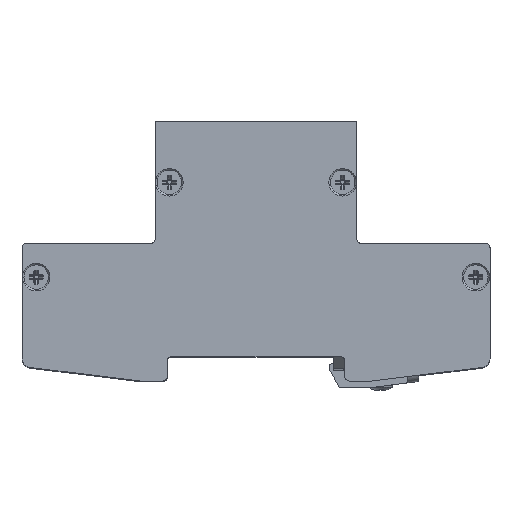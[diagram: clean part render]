
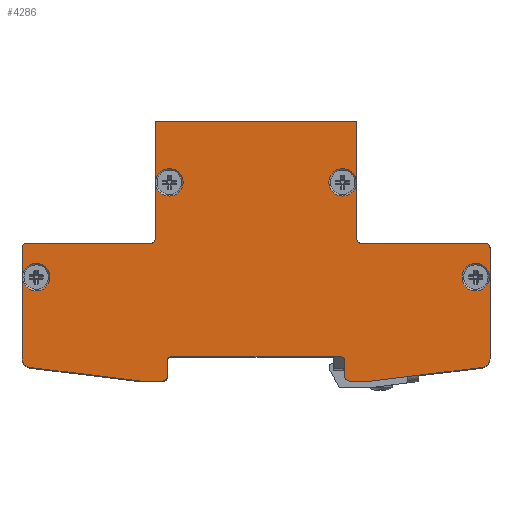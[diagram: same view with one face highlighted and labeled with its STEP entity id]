
A CAD part, top view. The second image highlights one B-rep face of the part: STEP entity #4286.
In plain terms, the highlighted planar face has unit normal (0, 0, 1).
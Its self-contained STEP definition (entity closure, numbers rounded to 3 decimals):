
#276=FACE_BOUND('',#659,.T.);
#277=FACE_BOUND('',#660,.T.);
#278=FACE_BOUND('',#661,.T.);
#279=FACE_BOUND('',#662,.T.);
#287=PLANE('',#4683);
#402=FACE_OUTER_BOUND('',#658,.T.);
#658=EDGE_LOOP('',(#2917,#2918,#2919,#2920,#2921,#2922,#2923,#2924,#2925,
#2926,#2927,#2928,#2929,#2930,#2931,#2932,#2933,#2934,#2935,#2936,#2937,
#2938,#2939,#2940,#2941,#2942));
#659=EDGE_LOOP('',(#2943));
#660=EDGE_LOOP('',(#2944));
#661=EDGE_LOOP('',(#2945));
#662=EDGE_LOOP('',(#2946));
#924=LINE('',#6552,#1266);
#927=LINE('',#6558,#1269);
#928=LINE('',#6560,#1270);
#929=LINE('',#6564,#1271);
#930=LINE('',#6568,#1272);
#931=LINE('',#6572,#1273);
#932=LINE('',#6576,#1274);
#933=LINE('',#6578,#1275);
#934=LINE('',#6582,#1276);
#935=LINE('',#6586,#1277);
#936=LINE('',#6590,#1278);
#937=LINE('',#6594,#1279);
#938=LINE('',#6598,#1280);
#939=LINE('',#6602,#1281);
#1266=VECTOR('',#5220,24.952);
#1269=VECTOR('',#5225,25.131);
#1270=VECTOR('',#5226,5.);
#1271=VECTOR('',#5229,3.5);
#1272=VECTOR('',#5232,38.);
#1273=VECTOR('',#5235,3.5);
#1274=VECTOR('',#5238,5.);
#1275=VECTOR('',#5239,25.131);
#1276=VECTOR('',#5242,24.952);
#1277=VECTOR('',#5245,28.);
#1278=VECTOR('',#5248,26.);
#1279=VECTOR('',#5251,44.4);
#1280=VECTOR('',#5254,26.);
#1281=VECTOR('',#5257,28.);
#1600=CIRCLE('',#4663,3.1);
#1603=CIRCLE('',#4668,3.1);
#1606=CIRCLE('',#4673,3.1);
#1609=CIRCLE('',#4678,3.1);
#1610=CIRCLE('',#4680,2.);
#1612=CIRCLE('',#4684,1.);
#1613=CIRCLE('',#4685,1.);
#1614=CIRCLE('',#4686,1.);
#1615=CIRCLE('',#4687,1.);
#1616=CIRCLE('',#4688,2.);
#1617=CIRCLE('',#4689,1.);
#1618=CIRCLE('',#4690,1.);
#1619=CIRCLE('',#4691,0.5);
#1620=CIRCLE('',#4692,0.5);
#1621=CIRCLE('',#4693,1.);
#1622=CIRCLE('',#4694,1.);
#1819=VERTEX_POINT('',#6508);
#1822=VERTEX_POINT('',#6518);
#1825=VERTEX_POINT('',#6528);
#1828=VERTEX_POINT('',#6538);
#1829=VERTEX_POINT('',#6542);
#1830=VERTEX_POINT('',#6543);
#1833=VERTEX_POINT('',#6551);
#1835=VERTEX_POINT('',#6557);
#1836=VERTEX_POINT('',#6559);
#1837=VERTEX_POINT('',#6561);
#1838=VERTEX_POINT('',#6563);
#1839=VERTEX_POINT('',#6565);
#1840=VERTEX_POINT('',#6567);
#1841=VERTEX_POINT('',#6569);
#1842=VERTEX_POINT('',#6571);
#1843=VERTEX_POINT('',#6573);
#1844=VERTEX_POINT('',#6575);
#1845=VERTEX_POINT('',#6577);
#1846=VERTEX_POINT('',#6579);
#1847=VERTEX_POINT('',#6581);
#1848=VERTEX_POINT('',#6583);
#1849=VERTEX_POINT('',#6585);
#1850=VERTEX_POINT('',#6587);
#1851=VERTEX_POINT('',#6589);
#1852=VERTEX_POINT('',#6591);
#1853=VERTEX_POINT('',#6593);
#1854=VERTEX_POINT('',#6595);
#1855=VERTEX_POINT('',#6597);
#1856=VERTEX_POINT('',#6599);
#1857=VERTEX_POINT('',#6601);
#2227=EDGE_CURVE('',#1819,#1819,#1600,.T.);
#2232=EDGE_CURVE('',#1822,#1822,#1603,.T.);
#2237=EDGE_CURVE('',#1825,#1825,#1606,.T.);
#2242=EDGE_CURVE('',#1828,#1828,#1609,.T.);
#2243=EDGE_CURVE('',#1829,#1830,#1610,.T.);
#2247=EDGE_CURVE('',#1830,#1833,#924,.T.);
#2250=EDGE_CURVE('',#1829,#1835,#927,.T.);
#2251=EDGE_CURVE('',#1836,#1835,#928,.T.);
#2252=EDGE_CURVE('',#1837,#1836,#1612,.T.);
#2253=EDGE_CURVE('',#1837,#1838,#929,.T.);
#2254=EDGE_CURVE('',#1839,#1838,#1613,.T.);
#2255=EDGE_CURVE('',#1839,#1840,#930,.T.);
#2256=EDGE_CURVE('',#1841,#1840,#1614,.T.);
#2257=EDGE_CURVE('',#1841,#1842,#931,.T.);
#2258=EDGE_CURVE('',#1843,#1842,#1615,.T.);
#2259=EDGE_CURVE('',#1844,#1843,#932,.T.);
#2260=EDGE_CURVE('',#1844,#1845,#933,.T.);
#2261=EDGE_CURVE('',#1846,#1845,#1616,.T.);
#2262=EDGE_CURVE('',#1847,#1846,#934,.T.);
#2263=EDGE_CURVE('',#1848,#1847,#1617,.T.);
#2264=EDGE_CURVE('',#1849,#1848,#935,.T.);
#2265=EDGE_CURVE('',#1850,#1849,#1618,.T.);
#2266=EDGE_CURVE('',#1851,#1850,#936,.T.);
#2267=EDGE_CURVE('',#1852,#1851,#1619,.T.);
#2268=EDGE_CURVE('',#1853,#1852,#937,.T.);
#2269=EDGE_CURVE('',#1854,#1853,#1620,.T.);
#2270=EDGE_CURVE('',#1855,#1854,#938,.T.);
#2271=EDGE_CURVE('',#1856,#1855,#1621,.T.);
#2272=EDGE_CURVE('',#1857,#1856,#939,.T.);
#2273=EDGE_CURVE('',#1833,#1857,#1622,.T.);
#2917=ORIENTED_EDGE('',*,*,#2243,.F.);
#2918=ORIENTED_EDGE('',*,*,#2250,.T.);
#2919=ORIENTED_EDGE('',*,*,#2251,.F.);
#2920=ORIENTED_EDGE('',*,*,#2252,.F.);
#2921=ORIENTED_EDGE('',*,*,#2253,.T.);
#2922=ORIENTED_EDGE('',*,*,#2254,.F.);
#2923=ORIENTED_EDGE('',*,*,#2255,.T.);
#2924=ORIENTED_EDGE('',*,*,#2256,.F.);
#2925=ORIENTED_EDGE('',*,*,#2257,.T.);
#2926=ORIENTED_EDGE('',*,*,#2258,.F.);
#2927=ORIENTED_EDGE('',*,*,#2259,.F.);
#2928=ORIENTED_EDGE('',*,*,#2260,.T.);
#2929=ORIENTED_EDGE('',*,*,#2261,.F.);
#2930=ORIENTED_EDGE('',*,*,#2262,.F.);
#2931=ORIENTED_EDGE('',*,*,#2263,.F.);
#2932=ORIENTED_EDGE('',*,*,#2264,.F.);
#2933=ORIENTED_EDGE('',*,*,#2265,.F.);
#2934=ORIENTED_EDGE('',*,*,#2266,.F.);
#2935=ORIENTED_EDGE('',*,*,#2267,.F.);
#2936=ORIENTED_EDGE('',*,*,#2268,.F.);
#2937=ORIENTED_EDGE('',*,*,#2269,.F.);
#2938=ORIENTED_EDGE('',*,*,#2270,.F.);
#2939=ORIENTED_EDGE('',*,*,#2271,.F.);
#2940=ORIENTED_EDGE('',*,*,#2272,.F.);
#2941=ORIENTED_EDGE('',*,*,#2273,.F.);
#2942=ORIENTED_EDGE('',*,*,#2247,.F.);
#2943=ORIENTED_EDGE('',*,*,#2242,.T.);
#2944=ORIENTED_EDGE('',*,*,#2237,.T.);
#2945=ORIENTED_EDGE('',*,*,#2232,.T.);
#2946=ORIENTED_EDGE('',*,*,#2227,.T.);
#4286=ADVANCED_FACE('',(#402,#276,#277,#278,#279),#287,.T.);
#4663=AXIS2_PLACEMENT_3D('',#6510,#5172,#5173);
#4668=AXIS2_PLACEMENT_3D('',#6520,#5184,#5185);
#4673=AXIS2_PLACEMENT_3D('',#6530,#5196,#5197);
#4678=AXIS2_PLACEMENT_3D('',#6540,#5208,#5209);
#4680=AXIS2_PLACEMENT_3D('',#6544,#5212,#5213);
#4683=AXIS2_PLACEMENT_3D('',#6556,#5223,#5224);
#4684=AXIS2_PLACEMENT_3D('',#6562,#5227,#5228);
#4685=AXIS2_PLACEMENT_3D('',#6566,#5230,#5231);
#4686=AXIS2_PLACEMENT_3D('',#6570,#5233,#5234);
#4687=AXIS2_PLACEMENT_3D('',#6574,#5236,#5237);
#4688=AXIS2_PLACEMENT_3D('',#6580,#5240,#5241);
#4689=AXIS2_PLACEMENT_3D('',#6584,#5243,#5244);
#4690=AXIS2_PLACEMENT_3D('',#6588,#5246,#5247);
#4691=AXIS2_PLACEMENT_3D('',#6592,#5249,#5250);
#4692=AXIS2_PLACEMENT_3D('',#6596,#5252,#5253);
#4693=AXIS2_PLACEMENT_3D('',#6600,#5255,#5256);
#4694=AXIS2_PLACEMENT_3D('',#6603,#5258,#5259);
#5172=DIRECTION('center_axis',(0.,0.,-1.));
#5173=DIRECTION('ref_axis',(1.,0.,0.));
#5184=DIRECTION('center_axis',(0.,0.,-1.));
#5185=DIRECTION('ref_axis',(1.,0.,0.));
#5196=DIRECTION('center_axis',(0.,0.,-1.));
#5197=DIRECTION('ref_axis',(1.,0.,0.));
#5208=DIRECTION('center_axis',(0.,0.,-1.));
#5209=DIRECTION('ref_axis',(1.,0.,0.));
#5212=DIRECTION('center_axis',(0.,0.,-1.));
#5213=DIRECTION('ref_axis',(-0.749,-0.663,0.));
#5220=DIRECTION('',(0.,1.,0.));
#5223=DIRECTION('center_axis',(0.,0.,1.));
#5224=DIRECTION('ref_axis',(1.,0.,0.));
#5225=DIRECTION('',(0.993,-0.122,0.));
#5226=DIRECTION('',(-1.,0.,0.));
#5227=DIRECTION('center_axis',(0.,0.,-1.));
#5228=DIRECTION('ref_axis',(0.707,-0.707,0.));
#5229=DIRECTION('',(0.,1.,0.));
#5230=DIRECTION('center_axis',(0.,0.,1.));
#5231=DIRECTION('ref_axis',(-0.707,0.707,0.));
#5232=DIRECTION('',(1.,0.,0.));
#5233=DIRECTION('center_axis',(0.,0.,1.));
#5234=DIRECTION('ref_axis',(0.707,0.707,0.));
#5235=DIRECTION('',(0.,-1.,0.));
#5236=DIRECTION('center_axis',(0.,0.,-1.));
#5237=DIRECTION('ref_axis',(-0.707,-0.707,0.));
#5238=DIRECTION('',(-1.,0.,0.));
#5239=DIRECTION('',(0.993,0.122,0.));
#5240=DIRECTION('center_axis',(0.,0.,-1.));
#5241=DIRECTION('ref_axis',(0.749,-0.663,0.));
#5242=DIRECTION('',(0.,-1.,0.));
#5243=DIRECTION('center_axis',(0.,0.,-1.));
#5244=DIRECTION('ref_axis',(0.707,0.707,0.));
#5245=DIRECTION('',(1.,0.,0.));
#5246=DIRECTION('center_axis',(0.,0.,1.));
#5247=DIRECTION('ref_axis',(-0.707,-0.707,0.));
#5248=DIRECTION('',(0.,-1.,0.));
#5249=DIRECTION('center_axis',(0.,0.,-1.));
#5250=DIRECTION('ref_axis',(0.707,0.707,0.));
#5251=DIRECTION('',(1.,0.,0.));
#5252=DIRECTION('center_axis',(0.,0.,-1.));
#5253=DIRECTION('ref_axis',(-0.707,0.707,0.));
#5254=DIRECTION('',(0.,1.,0.));
#5255=DIRECTION('center_axis',(0.,0.,1.));
#5256=DIRECTION('ref_axis',(0.707,-0.707,0.));
#5257=DIRECTION('',(1.,0.,0.));
#5258=DIRECTION('center_axis',(0.,0.,-1.));
#5259=DIRECTION('ref_axis',(-0.707,0.707,0.));
#6508=CARTESIAN_POINT('',(46.4,0.,2.));
#6510=CARTESIAN_POINT('Origin',(49.5,0.,
2.));
#6518=CARTESIAN_POINT('',(-52.6,0.,2.));
#6520=CARTESIAN_POINT('Origin',(-49.5,0.,
2.));
#6528=CARTESIAN_POINT('',(-22.6,21.35,2.));
#6530=CARTESIAN_POINT('Origin',(-19.5,21.35,2.));
#6538=CARTESIAN_POINT('',(16.4,21.35,2.));
#6540=CARTESIAN_POINT('Origin',(19.5,21.35,2.));
#6542=CARTESIAN_POINT('',(-50.944,-20.337,2.));
#6543=CARTESIAN_POINT('',(-52.7,-18.352,2.));
#6544=CARTESIAN_POINT('Origin',(-50.7,-18.352,2.));
#6551=CARTESIAN_POINT('',(-52.7,6.6,2.));
#6552=CARTESIAN_POINT('',(-52.7,-18.352,2.));
#6556=CARTESIAN_POINT('Origin',(0.,2.769,2.));
#6557=CARTESIAN_POINT('',(-26.,-23.4,2.));
#6558=CARTESIAN_POINT('',(-50.944,-20.337,2.));
#6559=CARTESIAN_POINT('',(-21.,-23.4,2.));
#6560=CARTESIAN_POINT('',(-21.,-23.4,2.));
#6561=CARTESIAN_POINT('',(-20.,-22.4,2.));
#6562=CARTESIAN_POINT('Origin',(-21.,-22.4,2.));
#6563=CARTESIAN_POINT('',(-20.,-18.9,2.));
#6564=CARTESIAN_POINT('',(-20.,-22.4,2.));
#6565=CARTESIAN_POINT('',(-19.,-17.9,2.));
#6566=CARTESIAN_POINT('Origin',(-19.,-18.9,2.));
#6567=CARTESIAN_POINT('',(19.,-17.9,2.));
#6568=CARTESIAN_POINT('',(-19.,-17.9,2.));
#6569=CARTESIAN_POINT('',(20.,-18.9,2.));
#6570=CARTESIAN_POINT('Origin',(19.,-18.9,2.));
#6571=CARTESIAN_POINT('',(20.,-22.4,2.));
#6572=CARTESIAN_POINT('',(20.,-18.9,2.));
#6573=CARTESIAN_POINT('',(21.,-23.4,2.));
#6574=CARTESIAN_POINT('Origin',(21.,-22.4,2.));
#6575=CARTESIAN_POINT('',(26.,-23.4,2.));
#6576=CARTESIAN_POINT('',(26.,-23.4,2.));
#6577=CARTESIAN_POINT('',(50.944,-20.337,2.));
#6578=CARTESIAN_POINT('',(26.,-23.4,2.));
#6579=CARTESIAN_POINT('',(52.7,-18.352,2.));
#6580=CARTESIAN_POINT('Origin',(50.7,-18.352,2.));
#6581=CARTESIAN_POINT('',(52.7,6.6,2.));
#6582=CARTESIAN_POINT('',(52.7,6.6,2.));
#6583=CARTESIAN_POINT('',(51.7,7.6,2.));
#6584=CARTESIAN_POINT('Origin',(51.7,6.6,2.));
#6585=CARTESIAN_POINT('',(23.7,7.6,2.));
#6586=CARTESIAN_POINT('',(23.7,7.6,2.));
#6587=CARTESIAN_POINT('',(22.7,8.6,2.));
#6588=CARTESIAN_POINT('Origin',(23.7,8.6,2.));
#6589=CARTESIAN_POINT('',(22.7,34.6,2.));
#6590=CARTESIAN_POINT('',(22.7,34.6,2.));
#6591=CARTESIAN_POINT('',(22.2,35.1,2.));
#6592=CARTESIAN_POINT('Origin',(22.2,34.6,2.));
#6593=CARTESIAN_POINT('',(-22.2,35.1,2.));
#6594=CARTESIAN_POINT('',(-22.2,35.1,2.));
#6595=CARTESIAN_POINT('',(-22.7,34.6,2.));
#6596=CARTESIAN_POINT('Origin',(-22.2,34.6,2.));
#6597=CARTESIAN_POINT('',(-22.7,8.6,2.));
#6598=CARTESIAN_POINT('',(-22.7,8.6,2.));
#6599=CARTESIAN_POINT('',(-23.7,7.6,2.));
#6600=CARTESIAN_POINT('Origin',(-23.7,8.6,2.));
#6601=CARTESIAN_POINT('',(-51.7,7.6,2.));
#6602=CARTESIAN_POINT('',(-51.7,7.6,2.));
#6603=CARTESIAN_POINT('Origin',(-51.7,6.6,2.));
